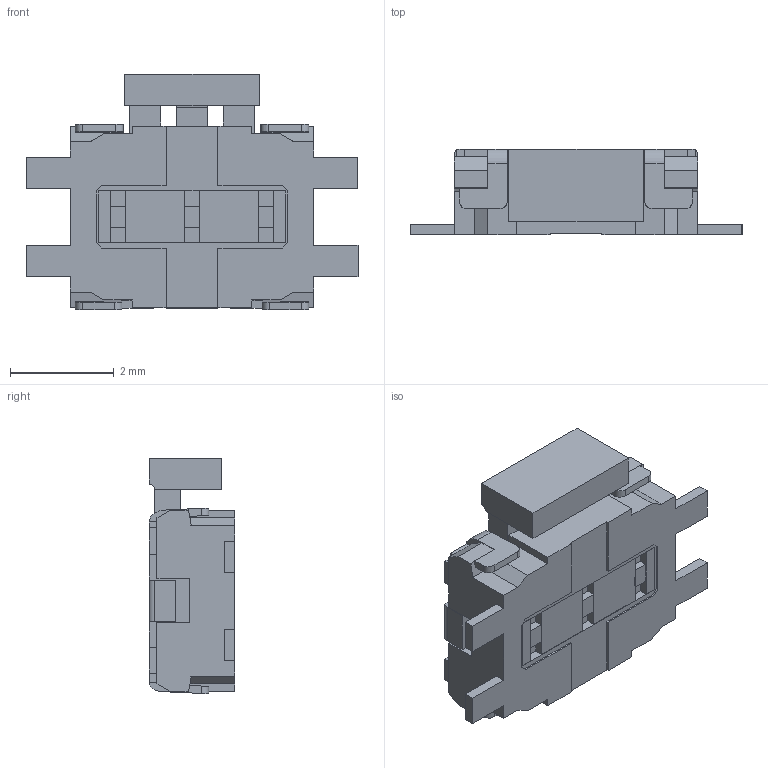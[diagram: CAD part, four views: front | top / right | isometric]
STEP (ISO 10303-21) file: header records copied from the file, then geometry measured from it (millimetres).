
FILE_DESCRIPTION(/* description */ (''),/* implementation_level */ '2;1');
FILE_NAME(/* name */ 'EVQPU-JA-02K.step',/* time_stamp */ '2020-09-05T14:43:46-04:00',/* author */ (''),/* organization */ (''),/* preprocessor_version */ 'ST-DEVELOPER v18.1',/* originating_system */ 'Autodesk Translation Framework v9.3.0.1241',/* authorisation */ '');
FILE_SCHEMA (('AUTOMOTIVE_DESIGN { 1 0 10303 214 3 1 1 }'));
Length unit declared in the file: millimetre
Products named in the file (1): (Unsaved)
Bounding box: 6.4 x 1.65 x 4.54 mm (x, y, z)
Volume: 27.5 mm3; surface area: 93.2 mm2
Topology: 1 solids, 1 shells, 264 faces, 781 edges, 515 vertices
Faces by surface type: plane 234, cylinder 28, bspline 2
Entity records: 8763 total; most frequent: CARTESIAN_POINT 1592, ORIENTED_EDGE 1562, DIRECTION 1362, EDGE_CURVE 781, LINE 720, VECTOR 720, VERTEX_POINT 515, AXIS2_PLACEMENT_3D 321
